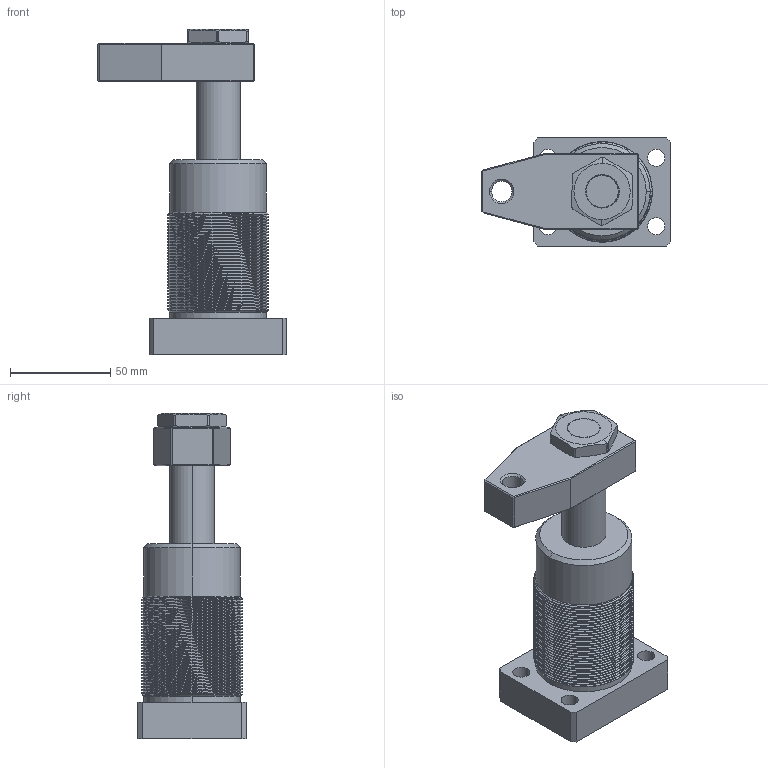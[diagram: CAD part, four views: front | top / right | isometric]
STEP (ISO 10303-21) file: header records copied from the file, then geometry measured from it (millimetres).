
FILE_DESCRIPTION (( 'STEP AP214' ), '1' );
FILE_NAME ('NFS-32BF.STEP', '2019-05-22T11:46:04', ( '' ), ( '' ), 'SwSTEP 2.0', 'SolidWorks 2016', '' );
FILE_SCHEMA (( 'AUTOMOTIVE_DESIGN' ));
Length unit declared in the file: millimetre
Products named in the file (4): NFS-32BF; 揤旋-32; 蹟簽-32; NFS-32BF-bt
Assembly tree (3 placements, depth 2):
  NFS-32BF
    NFS-32BF-bt
    蹟簽-32
    揤旋-32
Bounding box: 94 x 54 x 162 mm (x, y, z)
Volume: 279346.8 mm3; surface area: 47941.6 mm2
Topology: 3 solids, 3 shells, 207 faces, 526 edges, 335 vertices
Faces by surface type: cylinder 123, plane 57, cone 21, bspline 4, torus 2
Entity records: 11411 total; most frequent: CARTESIAN_POINT 6640, ORIENTED_EDGE 1052, DIRECTION 878, EDGE_CURVE 526, VERTEX_POINT 335, AXIS2_PLACEMENT_3D 327, EDGE_LOOP 231, VECTOR 224
